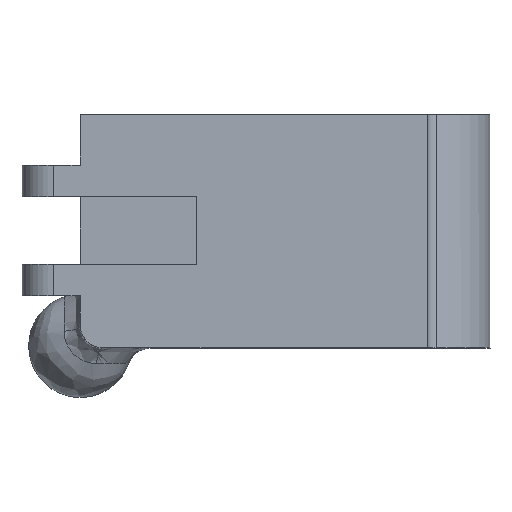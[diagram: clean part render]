
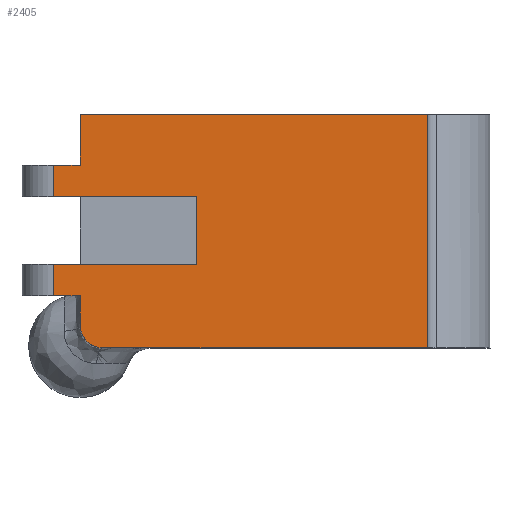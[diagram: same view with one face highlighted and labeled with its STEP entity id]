
A CAD part, top view. The second image highlights one B-rep face of the part: STEP entity #2405.
In plain terms, the highlighted face is planar.
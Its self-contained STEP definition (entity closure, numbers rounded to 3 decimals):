
#16 = CARTESIAN_POINT ( 'NONE',  ( 77.426, -102., 40.348 ) ) ;
#157 = ORIENTED_EDGE ( 'NONE', *, *, #1569, .F. ) ;
#163 = VERTEX_POINT ( 'NONE', #332 ) ;
#165 = CARTESIAN_POINT ( 'NONE',  ( -8.074, -102., 0. ) ) ;
#224 = CARTESIAN_POINT ( 'NONE',  ( 51.506, -102., 18.269 ) ) ;
#234 = LINE ( 'NONE', #250, #1540 ) ;
#250 = CARTESIAN_POINT ( 'NONE',  ( 51.506, -102., 33.348 ) ) ;
#276 = CARTESIAN_POINT ( 'NONE',  ( 72.426, -102., 52. ) ) ;
#302 = CARTESIAN_POINT ( 'NONE',  ( 83.426, -102., 40.348 ) ) ;
#332 = CARTESIAN_POINT ( 'NONE',  ( 83.426, -102., 33.348 ) ) ;
#540 = VECTOR ( 'NONE', #1642, 1000. ) ;
#597 = CIRCLE ( 'NONE', #1992, 5. ) ;
#622 = LINE ( 'NONE', #165, #826 ) ;
#627 = EDGE_CURVE ( 'NONE', #672, #731, #597, .T. ) ;
#659 = AXIS2_PLACEMENT_3D ( 'NONE', #1523, #1227, #3434 ) ;
#672 = VERTEX_POINT ( 'NONE', #1372 ) ;
#673 = CARTESIAN_POINT ( 'NONE',  ( 83.426, -102., 11.269 ) ) ;
#714 = VECTOR ( 'NONE', #1556, 1000. ) ;
#731 = VERTEX_POINT ( 'NONE', #276 ) ;
#739 = ORIENTED_EDGE ( 'NONE', *, *, #1268, .T. ) ;
#803 = ORIENTED_EDGE ( 'NONE', *, *, #2310, .T. ) ;
#826 = VECTOR ( 'NONE', #2081, 1000. ) ;
#845 = LINE ( 'NONE', #3287, #1812 ) ;
#852 = LINE ( 'NONE', #1102, #2342 ) ;
#858 = LINE ( 'NONE', #3029, #2389 ) ;
#931 = LINE ( 'NONE', #3137, #3071 ) ;
#936 = ORIENTED_EDGE ( 'NONE', *, *, #1856, .T. ) ;
#995 = VERTEX_POINT ( 'NONE', #1260 ) ;
#1000 = VECTOR ( 'NONE', #2640, 1000. ) ;
#1024 = CARTESIAN_POINT ( 'NONE',  ( 77.426, -102., 11.269 ) ) ;
#1042 = LINE ( 'NONE', #2146, #1000 ) ;
#1056 = DIRECTION ( 'NONE',  ( 1., 0., 0. ) ) ;
#1058 = ORIENTED_EDGE ( 'NONE', *, *, #1380, .T. ) ;
#1069 = CARTESIAN_POINT ( 'NONE',  ( 51.506, -102., 33.348 ) ) ;
#1102 = CARTESIAN_POINT ( 'NONE',  ( 77.426, -102., 0. ) ) ;
#1107 = LINE ( 'NONE', #2771, #540 ) ;
#1204 = EDGE_CURVE ( 'NONE', #1226, #672, #858, .T. ) ;
#1226 = VERTEX_POINT ( 'NONE', #16 ) ;
#1227 = DIRECTION ( 'NONE',  ( 0., -1., 0. ) ) ;
#1260 = CARTESIAN_POINT ( 'NONE',  ( 0., -102., 52. ) ) ;
#1268 = EDGE_CURVE ( 'NONE', #3337, #2054, #845, .T. ) ;
#1283 = ORIENTED_EDGE ( 'NONE', *, *, #2885, .T. ) ;
#1285 = VERTEX_POINT ( 'NONE', #302 ) ;
#1321 = ORIENTED_EDGE ( 'NONE', *, *, #627, .T. ) ;
#1325 = ORIENTED_EDGE ( 'NONE', *, *, #1204, .T. ) ;
#1330 = CARTESIAN_POINT ( 'NONE',  ( 77.426, -102., 11.269 ) ) ;
#1372 = CARTESIAN_POINT ( 'NONE',  ( 77.426, -102., 47. ) ) ;
#1380 = EDGE_CURVE ( 'NONE', #1778, #3007, #622, .T. ) ;
#1452 = CARTESIAN_POINT ( 'NONE',  ( 51.506, -102., 18.269 ) ) ;
#1523 = CARTESIAN_POINT ( 'NONE',  ( 72.426, -102., 47. ) ) ;
#1527 = DIRECTION ( 'NONE',  ( -1., 0., 0. ) ) ;
#1540 = VECTOR ( 'NONE', #2703, 1000. ) ;
#1556 = DIRECTION ( 'NONE',  ( 0., 0., 1. ) ) ;
#1569 = EDGE_CURVE ( 'NONE', #1285, #163, #931, .T. ) ;
#1593 = LINE ( 'NONE', #224, #714 ) ;
#1607 = LINE ( 'NONE', #1330, #2000 ) ;
#1642 = DIRECTION ( 'NONE',  ( -1., 0., 0. ) ) ;
#1654 = DIRECTION ( 'NONE',  ( 0., 0., 1. ) ) ;
#1683 = DIRECTION ( 'NONE',  ( 0., 0., -1. ) ) ;
#1778 = VERTEX_POINT ( 'NONE', #3498 ) ;
#1787 = EDGE_CURVE ( 'NONE', #995, #1778, #1042, .T. ) ;
#1795 = VERTEX_POINT ( 'NONE', #1024 ) ;
#1808 = EDGE_CURVE ( 'NONE', #2054, #2437, #1593, .T. ) ;
#1812 = VECTOR ( 'NONE', #2214, 1000. ) ;
#1856 = EDGE_CURVE ( 'NONE', #1285, #1226, #1107, .T. ) ;
#1866 = ORIENTED_EDGE ( 'NONE', *, *, #1787, .T. ) ;
#1960 = DIRECTION ( 'NONE',  ( -1., 0., 0. ) ) ;
#1992 = AXIS2_PLACEMENT_3D ( 'NONE', #2727, #3314, #1960 ) ;
#2000 = VECTOR ( 'NONE', #1056, 1000. ) ;
#2054 = VERTEX_POINT ( 'NONE', #1452 ) ;
#2081 = DIRECTION ( 'NONE',  ( 1., 0., 0. ) ) ;
#2146 = CARTESIAN_POINT ( 'NONE',  ( 0., -102., 52. ) ) ;
#2214 = DIRECTION ( 'NONE',  ( -1., 0., 0. ) ) ;
#2310 = EDGE_CURVE ( 'NONE', #3007, #1795, #852, .T. ) ;
#2342 = VECTOR ( 'NONE', #1654, 1000. ) ;
#2389 = VECTOR ( 'NONE', #2806, 1000. ) ;
#2405 = ADVANCED_FACE ( 'NONE', ( #2567 ), #2606, .T. ) ;
#2416 = VERTEX_POINT ( 'NONE', #673 ) ;
#2432 = CARTESIAN_POINT ( 'NONE',  ( 77.426, -102., 0. ) ) ;
#2437 = VERTEX_POINT ( 'NONE', #1069 ) ;
#2442 = DIRECTION ( 'NONE',  ( 0., 0., 1. ) ) ;
#2544 = ORIENTED_EDGE ( 'NONE', *, *, #1808, .T. ) ;
#2552 = EDGE_CURVE ( 'NONE', #1795, #2416, #1607, .T. ) ;
#2567 = FACE_OUTER_BOUND ( 'NONE', #2836, .T. ) ;
#2606 = PLANE ( 'NONE',  #659 ) ;
#2635 = ORIENTED_EDGE ( 'NONE', *, *, #2931, .T. ) ;
#2640 = DIRECTION ( 'NONE',  ( 0., 0., -1. ) ) ;
#2698 = CARTESIAN_POINT ( 'NONE',  ( 83.426, -102., 18.269 ) ) ;
#2703 = DIRECTION ( 'NONE',  ( 1., 0., 0. ) ) ;
#2718 = LINE ( 'NONE', #2951, #2740 ) ;
#2727 = CARTESIAN_POINT ( 'NONE',  ( 72.426, -102., 47. ) ) ;
#2740 = VECTOR ( 'NONE', #2442, 1000. ) ;
#2771 = CARTESIAN_POINT ( 'NONE',  ( 83.426, -102., 40.348 ) ) ;
#2806 = DIRECTION ( 'NONE',  ( 0., 0., 1. ) ) ;
#2836 = EDGE_LOOP ( 'NONE', ( #739, #2544, #3306, #157, #936, #1325, #1321, #1283, #1866, #1058, #803, #3065, #2635 ) ) ;
#2885 = EDGE_CURVE ( 'NONE', #731, #995, #3167, .T. ) ;
#2899 = CARTESIAN_POINT ( 'NONE',  ( 72.426, -102., 52. ) ) ;
#2931 = EDGE_CURVE ( 'NONE', #2416, #3337, #2718, .T. ) ;
#2951 = CARTESIAN_POINT ( 'NONE',  ( 83.426, -102., 11.269 ) ) ;
#2977 = VECTOR ( 'NONE', #1527, 1000. ) ;
#2981 = EDGE_CURVE ( 'NONE', #2437, #163, #234, .T. ) ;
#3007 = VERTEX_POINT ( 'NONE', #2432 ) ;
#3029 = CARTESIAN_POINT ( 'NONE',  ( 77.426, -102., 33.348 ) ) ;
#3065 = ORIENTED_EDGE ( 'NONE', *, *, #2552, .T. ) ;
#3071 = VECTOR ( 'NONE', #1683, 1000. ) ;
#3137 = CARTESIAN_POINT ( 'NONE',  ( 83.426, -102., 40.348 ) ) ;
#3167 = LINE ( 'NONE', #2899, #2977 ) ;
#3287 = CARTESIAN_POINT ( 'NONE',  ( 77.426, -102., 18.269 ) ) ;
#3306 = ORIENTED_EDGE ( 'NONE', *, *, #2981, .T. ) ;
#3314 = DIRECTION ( 'NONE',  ( 0., -1., 0. ) ) ;
#3337 = VERTEX_POINT ( 'NONE', #2698 ) ;
#3434 = DIRECTION ( 'NONE',  ( -1., 0., 0. ) ) ;
#3498 = CARTESIAN_POINT ( 'NONE',  ( 0., -102., 0. ) ) ;
